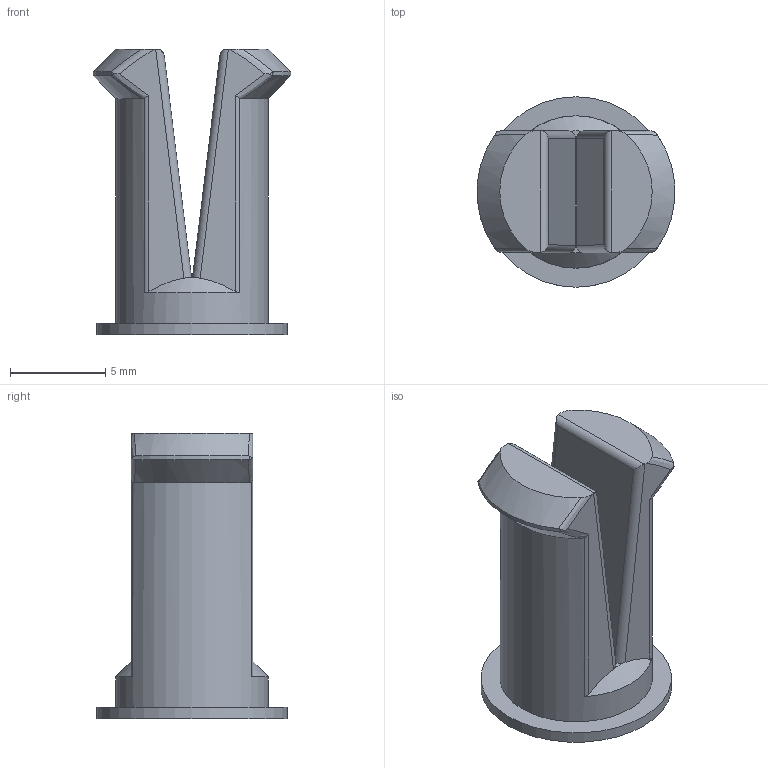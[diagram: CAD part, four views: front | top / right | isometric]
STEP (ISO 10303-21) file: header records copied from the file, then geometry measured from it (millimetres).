
FILE_DESCRIPTION(/* description */ (''),/* implementation_level */ '2;1');
FILE_NAME(/* name */ 'ArtCase-peg.step',/* time_stamp */ '2024-09-04T00:56:11-07:00',/* author */ (''),/* organization */ (''),/* preprocessor_version */ 'ST-DEVELOPER v20',/* originating_system */ 'Autodesk Translation Framework v13.14.0.145',/* authorisation */ '');
FILE_SCHEMA (('AUTOMOTIVE_DESIGN { 1 0 10303 214 3 1 1 }'));
Length unit declared in the file: millimetre
Products named in the file (1): 2025-layer
Bounding box: 10.36 x 10 x 15 mm (x, y, z)
Volume: 610.3 mm3; surface area: 636.5 mm2
Topology: 1 solids, 1 shells, 42 faces, 117 edges, 78 vertices
Faces by surface type: cylinder 17, plane 11, bspline 8, cone 6
Full cylindrical faces by diameter (mm): 8 x1, 10 x1
Entity records: 1868 total; most frequent: CARTESIAN_POINT 868, ORIENTED_EDGE 234, DIRECTION 157, EDGE_CURVE 117, VERTEX_POINT 78, AXIS2_PLACEMENT_3D 63, B_SPLINE_CURVE_WITH_KNOTS 54, EDGE_LOOP 43
